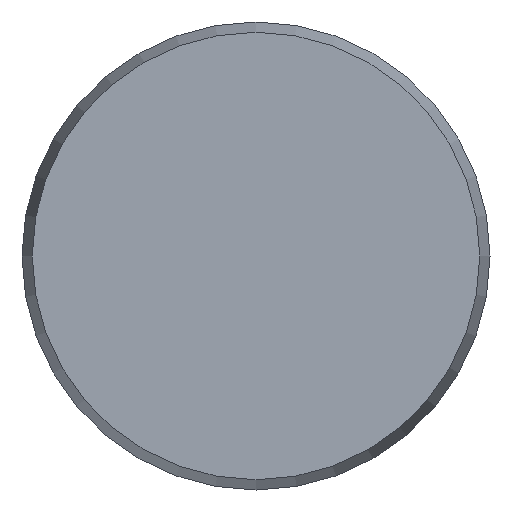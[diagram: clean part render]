
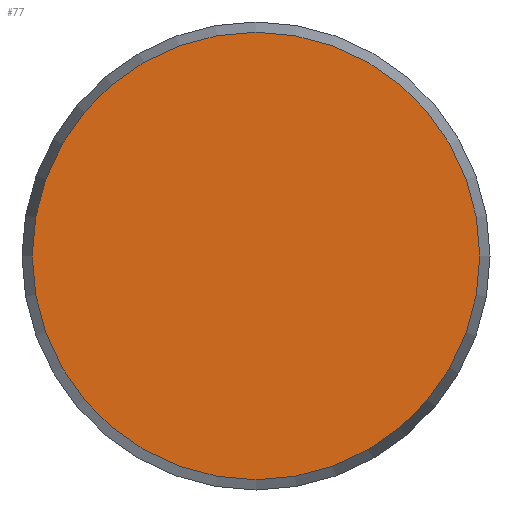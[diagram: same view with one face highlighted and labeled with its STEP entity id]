
A CAD part, front view. The second image highlights one B-rep face of the part: STEP entity #77.
In plain terms, the highlighted planar face has unit normal (0, -1, 0).
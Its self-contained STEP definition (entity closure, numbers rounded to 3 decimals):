
#77 = ADVANCED_FACE( '', ( #197 ), #198, .F. );
#197 = FACE_OUTER_BOUND( '', #370, .T. );
#198 = PLANE( '', #371 );
#370 = EDGE_LOOP( '', ( #577 ) );
#371 = AXIS2_PLACEMENT_3D( '', #578, #579, #580 );
#577 = ORIENTED_EDGE( '', *, *, #979, .T. );
#578 = CARTESIAN_POINT( '', ( 38.25, 0., 0. ) );
#579 = DIRECTION( '', ( 0., 1., 0. ) );
#580 = DIRECTION( '', ( 0., 0., 1. ) );
#979 = EDGE_CURVE( '', #1137, #1137, #1138, .T. );
#1137 = VERTEX_POINT( '', #1361 );
#1138 = CIRCLE( '', #1362, 38.25 );
#1361 = CARTESIAN_POINT( '', ( 0., 0., -38.25 ) );
#1362 = AXIS2_PLACEMENT_3D( '', #1748, #1749, #1750 );
#1748 = CARTESIAN_POINT( '', ( 0., 0., 0. ) );
#1749 = DIRECTION( '', ( 0., -1., 0. ) );
#1750 = DIRECTION( '', ( 0., 0., -1. ) );
